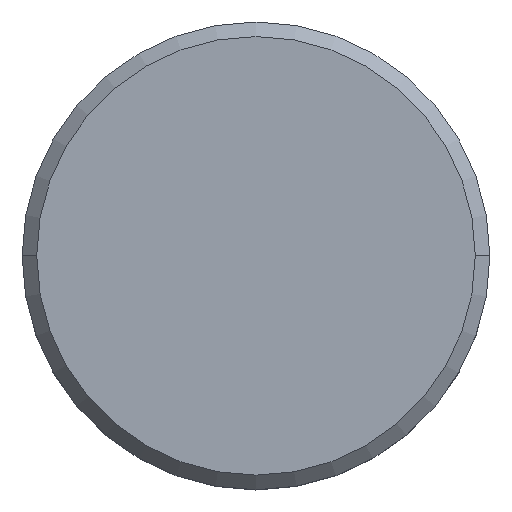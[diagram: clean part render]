
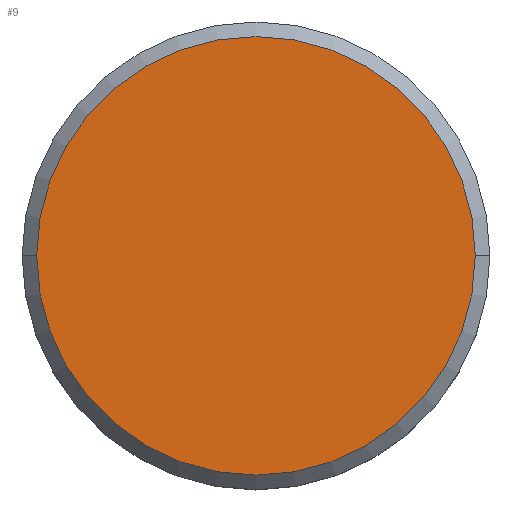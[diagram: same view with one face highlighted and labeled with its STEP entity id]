
A CAD part, top view. The second image highlights one B-rep face of the part: STEP entity #9.
In plain terms, the highlighted planar face has unit normal (0, 0, 1).
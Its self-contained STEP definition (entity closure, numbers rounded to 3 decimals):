
#8 = AXIS2_PLACEMENT_3D ( 'NONE', #10, #321, #102 ) ;
#9 = ADVANCED_FACE ( 'NONE', ( #160 ), #574, .T. ) ;
#10 = CARTESIAN_POINT ( 'NONE',  ( 0., 0., 0. ) ) ;
#64 = DIRECTION ( 'NONE',  ( 0., 0., 1. ) ) ;
#70 = CARTESIAN_POINT ( 'NONE',  ( 0., 0., 0. ) ) ;
#79 = EDGE_CURVE ( 'NONE', #278, #529, #474, .T. ) ;
#102 = DIRECTION ( 'NONE',  ( 1., 0., 0. ) ) ;
#105 = CARTESIAN_POINT ( 'NONE',  ( 0., 0., 0. ) ) ;
#123 = ORIENTED_EDGE ( 'NONE', *, *, #79, .T. ) ;
#131 = AXIS2_PLACEMENT_3D ( 'NONE', #70, #343, #433 ) ;
#135 = AXIS2_PLACEMENT_3D ( 'NONE', #105, #64, #414 ) ;
#158 = CARTESIAN_POINT ( 'NONE',  ( 7.5, 0., 0. ) ) ;
#160 = FACE_OUTER_BOUND ( 'NONE', #226, .T. ) ;
#206 = EDGE_CURVE ( 'NONE', #529, #278, #361, .T. ) ;
#226 = EDGE_LOOP ( 'NONE', ( #123, #352 ) ) ;
#278 = VERTEX_POINT ( 'NONE', #452 ) ;
#321 = DIRECTION ( 'NONE',  ( 0., 0., 1. ) ) ;
#343 = DIRECTION ( 'NONE',  ( 0., 0., 1. ) ) ;
#352 = ORIENTED_EDGE ( 'NONE', *, *, #206, .T. ) ;
#361 = CIRCLE ( 'NONE', #131, 7.5 ) ;
#414 = DIRECTION ( 'NONE',  ( 1., 0., 0. ) ) ;
#433 = DIRECTION ( 'NONE',  ( 1., 0., 0. ) ) ;
#452 = CARTESIAN_POINT ( 'NONE',  ( -7.5, 0., 0. ) ) ;
#474 = CIRCLE ( 'NONE', #8, 7.5 ) ;
#529 = VERTEX_POINT ( 'NONE', #158 ) ;
#574 = PLANE ( 'NONE',  #135 ) ;
